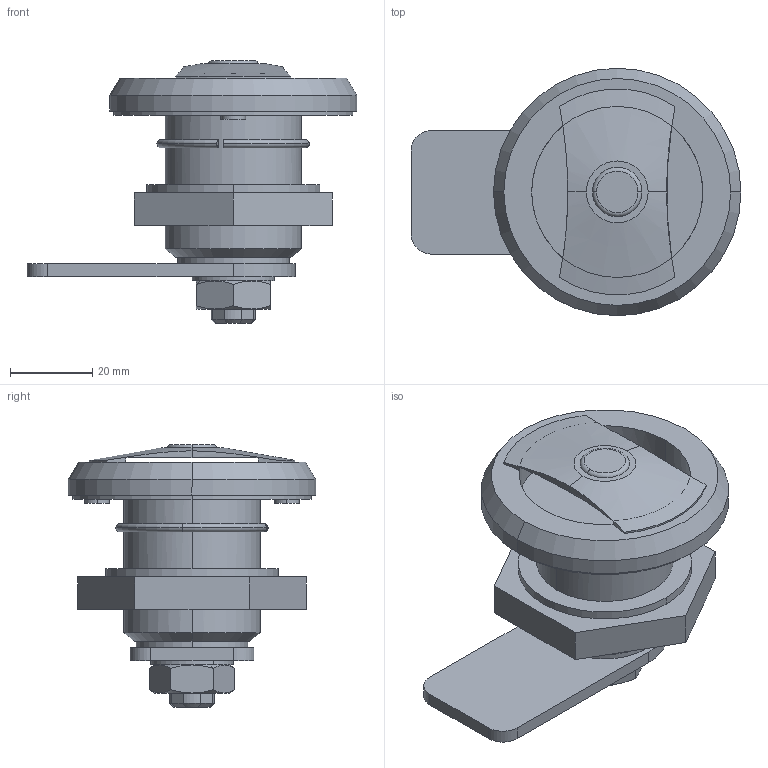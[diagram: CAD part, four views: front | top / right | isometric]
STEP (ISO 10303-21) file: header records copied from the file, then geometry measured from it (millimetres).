
FILE_DESCRIPTION (( 'STEP AP203' ), '1' );
FILE_NAME ('A-303-2.STEP', '2011-09-09T06:00:59', ( '' ), ( '' ), 'SwSTEP 2.0', 'SolidWorks 2011', '' );
FILE_SCHEMA (( 'CONFIG_CONTROL_DESIGN' ));
Length unit declared in the file: millimetre
Products named in the file (8): A-303-2; A-303-1-特殊ナット; A-303-1-止め金; A-303-1-座金; A-303-1-バネ板; A-303-1-パッキン; A-303-1-僫僢僩S10.8; A-303-2-ボデイ
Assembly tree (7 placements, depth 2):
  A-303-2
    A-303-1-特殊ナット
    A-303-1-止め金
    A-303-1-座金
    A-303-1-バネ板
    A-303-2-ボデイ
    A-303-1-パッキン
    A-303-1-僫僢僩S10.8
Bounding box: 80 x 60 x 63.75 mm (x, y, z)
Volume: 65286.7 mm3; surface area: 29209.9 mm2
Topology: 7 solids, 7 shells, 154 faces, 370 edges, 236 vertices
Faces by surface type: plane 63, cylinder 58, cone 25, torus 8
Entity records: 5518 total; most frequent: CARTESIAN_POINT 966, DIRECTION 836, ORIENTED_EDGE 740, EDGE_CURVE 370, AXIS2_PLACEMENT_3D 338, VERTEX_POINT 236, EDGE_LOOP 176, CIRCLE 174
